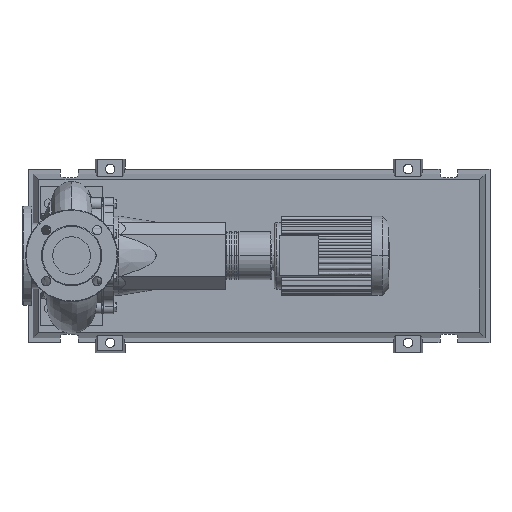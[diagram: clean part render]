
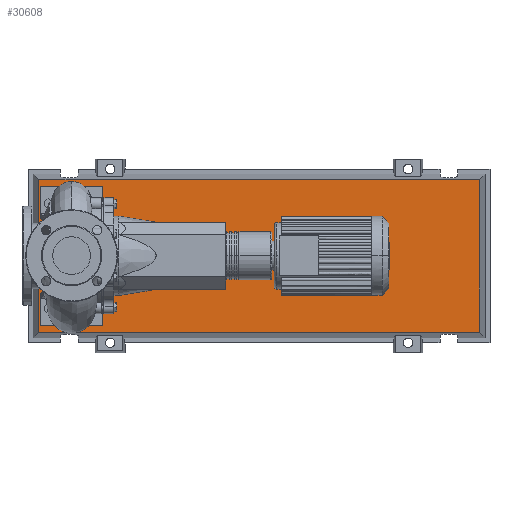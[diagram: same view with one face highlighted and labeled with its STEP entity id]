
A CAD part, top view. The second image highlights one B-rep face of the part: STEP entity #30608.
In plain terms, the highlighted planar face has unit normal (0, 0, 1).
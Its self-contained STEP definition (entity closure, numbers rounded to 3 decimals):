
#30289=CARTESIAN_POINT('',(820.792,-153.292,83.0));
#30290=VERTEX_POINT('',#30289);
#30297=CARTESIAN_POINT('',(-65.792,-153.292,83.0));
#30298=VERTEX_POINT('',#30297);
#30299=CARTESIAN_POINT('',(820.792,-153.292,83.0));
#30300=DIRECTION('',(-1.0,0.0,0.0));
#30301=VECTOR('',#30300,886.584);
#30302=LINE('',#30299,#30301);
#30303=EDGE_CURVE('',#30290,#30298,#30302,.T.);
#30521=CARTESIAN_POINT('',(820.792,153.292,83.0));
#30522=VERTEX_POINT('',#30521);
#30523=CARTESIAN_POINT('',(820.792,153.292,83.0));
#30524=DIRECTION('',(0.0,-1.0,0.0));
#30525=VECTOR('',#30524,306.584);
#30526=LINE('',#30523,#30525);
#30527=EDGE_CURVE('',#30522,#30290,#30526,.T.);
#30545=CARTESIAN_POINT('',(-65.792,153.292,83.0));
#30546=VERTEX_POINT('',#30545);
#30547=CARTESIAN_POINT('',(-65.792,-153.292,83.0));
#30548=DIRECTION('',(0.0,1.0,0.0));
#30549=VECTOR('',#30548,306.584);
#30550=LINE('',#30547,#30549);
#30551=EDGE_CURVE('',#30298,#30546,#30550,.T.);
#30584=CARTESIAN_POINT('',(-65.792,153.292,83.0));
#30585=DIRECTION('',(1.0,0.0,0.0));
#30586=VECTOR('',#30585,886.584);
#30587=LINE('',#30584,#30586);
#30588=EDGE_CURVE('',#30546,#30522,#30587,.T.);
#30597=CARTESIAN_POINT('',(377.5,0.,83.0));
#30598=DIRECTION('',(0.0,0.0,1.0));
#30599=DIRECTION('',(1.0,0.0,0.0));
#30600=AXIS2_PLACEMENT_3D('',#30597,#30598,#30599);
#30601=PLANE('',#30600);
#30602=ORIENTED_EDGE('',*,*,#30527,.F.);
#30603=ORIENTED_EDGE('',*,*,#30588,.F.);
#30604=ORIENTED_EDGE('',*,*,#30551,.F.);
#30605=ORIENTED_EDGE('',*,*,#30303,.F.);
#30606=EDGE_LOOP('',(#30602,#30603,#30604,#30605));
#30607=FACE_OUTER_BOUND('',#30606,.T.);
#30608=ADVANCED_FACE('',(#30607),#30601,.T.);
